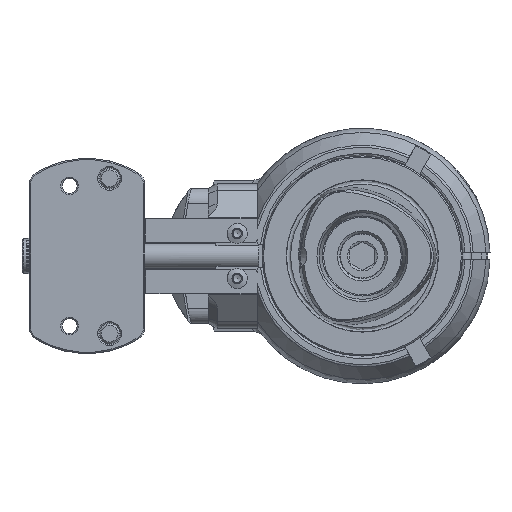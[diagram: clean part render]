
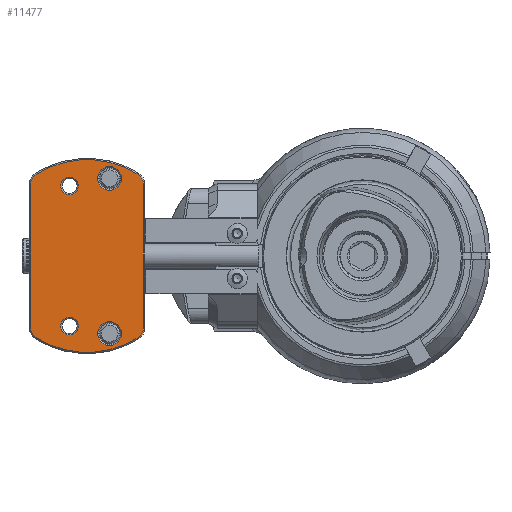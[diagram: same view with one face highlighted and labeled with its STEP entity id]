
A CAD part, left-side view. The second image highlights one B-rep face of the part: STEP entity #11477.
In plain terms, the highlighted planar face has unit normal (-1, 0, 0).
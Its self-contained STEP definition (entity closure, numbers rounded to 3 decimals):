
#1156=LINE('',#24215,#1956);
#1157=LINE('',#24221,#1957);
#1956=VECTOR('',#15828,57.689);
#1957=VECTOR('',#15833,57.689);
#2336=FACE_BOUND('',#3690,.T.);
#2337=FACE_BOUND('',#3691,.T.);
#2338=FACE_BOUND('',#3692,.T.);
#2339=FACE_BOUND('',#3693,.T.);
#2914=FACE_OUTER_BOUND('',#3689,.T.);
#3689=EDGE_LOOP('',(#10024,#10025,#10026,#10027,#10028,#10029,#10030,#10031));
#3690=EDGE_LOOP('',(#10032));
#3691=EDGE_LOOP('',(#10033));
#3692=EDGE_LOOP('',(#10034));
#3693=EDGE_LOOP('',(#10035));
#4328=CIRCLE('',#12727,4.5);
#4329=CIRCLE('',#12729,38.5);
#4330=CIRCLE('',#12730,4.5);
#4331=CIRCLE('',#12731,4.5);
#4332=CIRCLE('',#12732,38.5);
#4333=CIRCLE('',#12733,4.5);
#4334=CIRCLE('',#12734,4.75);
#4335=CIRCLE('',#12735,3.5);
#4336=CIRCLE('',#12736,3.5);
#4337=CIRCLE('',#12737,4.75);
#5375=VERTEX_POINT('',#24208);
#5376=VERTEX_POINT('',#24209);
#5377=VERTEX_POINT('',#24214);
#5378=VERTEX_POINT('',#24216);
#5379=VERTEX_POINT('',#24218);
#5380=VERTEX_POINT('',#24220);
#5381=VERTEX_POINT('',#24222);
#5382=VERTEX_POINT('',#24224);
#5383=VERTEX_POINT('',#24227);
#5384=VERTEX_POINT('',#24229);
#5385=VERTEX_POINT('',#24231);
#5386=VERTEX_POINT('',#24233);
#6950=EDGE_CURVE('',#5375,#5376,#4328,.T.);
#6953=EDGE_CURVE('',#5377,#5375,#1156,.T.);
#6954=EDGE_CURVE('',#5376,#5378,#4329,.T.);
#6955=EDGE_CURVE('',#5378,#5379,#4330,.T.);
#6956=EDGE_CURVE('',#5379,#5380,#1157,.T.);
#6957=EDGE_CURVE('',#5380,#5381,#4331,.T.);
#6958=EDGE_CURVE('',#5381,#5382,#4332,.T.);
#6959=EDGE_CURVE('',#5382,#5377,#4333,.T.);
#6960=EDGE_CURVE('',#5383,#5383,#4334,.T.);
#6961=EDGE_CURVE('',#5384,#5384,#4335,.T.);
#6962=EDGE_CURVE('',#5385,#5385,#4336,.T.);
#6963=EDGE_CURVE('',#5386,#5386,#4337,.T.);
#10024=ORIENTED_EDGE('',*,*,#6953,.T.);
#10025=ORIENTED_EDGE('',*,*,#6950,.T.);
#10026=ORIENTED_EDGE('',*,*,#6954,.T.);
#10027=ORIENTED_EDGE('',*,*,#6955,.T.);
#10028=ORIENTED_EDGE('',*,*,#6956,.T.);
#10029=ORIENTED_EDGE('',*,*,#6957,.T.);
#10030=ORIENTED_EDGE('',*,*,#6958,.T.);
#10031=ORIENTED_EDGE('',*,*,#6959,.T.);
#10032=ORIENTED_EDGE('',*,*,#6960,.T.);
#10033=ORIENTED_EDGE('',*,*,#6961,.T.);
#10034=ORIENTED_EDGE('',*,*,#6962,.T.);
#10035=ORIENTED_EDGE('',*,*,#6963,.T.);
#10865=PLANE('',#12728);
#11477=ADVANCED_FACE('',(#2914,#2336,#2337,#2338,#2339),#10865,.F.);
#12727=AXIS2_PLACEMENT_3D('',#24210,#15822,#15823);
#12728=AXIS2_PLACEMENT_3D('',#24213,#15826,#15827);
#12729=AXIS2_PLACEMENT_3D('',#24217,#15829,#15830);
#12730=AXIS2_PLACEMENT_3D('',#24219,#15831,#15832);
#12731=AXIS2_PLACEMENT_3D('',#24223,#15834,#15835);
#12732=AXIS2_PLACEMENT_3D('',#24225,#15836,#15837);
#12733=AXIS2_PLACEMENT_3D('',#24226,#15838,#15839);
#12734=AXIS2_PLACEMENT_3D('',#24228,#15840,#15841);
#12735=AXIS2_PLACEMENT_3D('',#24230,#15842,#15843);
#12736=AXIS2_PLACEMENT_3D('',#24232,#15844,#15845);
#12737=AXIS2_PLACEMENT_3D('',#24234,#15846,#15847);
#15822=DIRECTION('center_axis',(-1.,0.,0.));
#15823=DIRECTION('ref_axis',(0.,1.,0.));
#15826=DIRECTION('center_axis',(1.,0.,0.));
#15827=DIRECTION('ref_axis',(0.,0.,1.));
#15828=DIRECTION('',(0.,0.,-1.));
#15829=DIRECTION('center_axis',(-1.,0.,0.));
#15830=DIRECTION('ref_axis',(0.,0.529,-0.848));
#15831=DIRECTION('center_axis',(-1.,0.,0.));
#15832=DIRECTION('ref_axis',(0.,-0.529,-0.848));
#15833=DIRECTION('',(0.,0.,1.));
#15834=DIRECTION('center_axis',(-1.,0.,0.));
#15835=DIRECTION('ref_axis',(0.,-1.,0.));
#15836=DIRECTION('center_axis',(-1.,0.,0.));
#15837=DIRECTION('ref_axis',(0.,-0.529,0.848));
#15838=DIRECTION('center_axis',(-1.,0.,0.));
#15839=DIRECTION('ref_axis',(0.,0.529,0.848));
#15840=DIRECTION('center_axis',(1.,0.,0.));
#15841=DIRECTION('ref_axis',(0.,0.,1.));
#15842=DIRECTION('center_axis',(1.,0.,0.));
#15843=DIRECTION('ref_axis',(0.,0.,-1.));
#15844=DIRECTION('center_axis',(1.,0.,0.));
#15845=DIRECTION('ref_axis',(0.,0.,1.));
#15846=DIRECTION('center_axis',(1.,0.,0.));
#15847=DIRECTION('ref_axis',(0.,0.,1.));
#24208=CARTESIAN_POINT('',(-203.5,132.5,-28.844));
#24209=CARTESIAN_POINT('',(-203.5,130.382,-32.662));
#24210=CARTESIAN_POINT('Origin',(-203.5,128.,-28.844));
#24213=CARTESIAN_POINT('Origin',(-203.5,110.,0.));
#24214=CARTESIAN_POINT('',(-203.5,132.5,28.844));
#24215=CARTESIAN_POINT('',(-203.5,132.5,28.844));
#24216=CARTESIAN_POINT('',(-203.5,89.618,-32.662));
#24217=CARTESIAN_POINT('Origin',(-203.5,110.,0.));
#24218=CARTESIAN_POINT('',(-203.5,87.5,-28.844));
#24219=CARTESIAN_POINT('Origin',(-203.5,92.,-28.844));
#24220=CARTESIAN_POINT('',(-203.5,87.5,28.844));
#24221=CARTESIAN_POINT('',(-203.5,87.5,-28.844));
#24222=CARTESIAN_POINT('',(-203.5,89.618,32.662));
#24223=CARTESIAN_POINT('Origin',(-203.5,92.,28.844));
#24224=CARTESIAN_POINT('',(-203.5,130.382,32.662));
#24225=CARTESIAN_POINT('Origin',(-203.5,110.,0.));
#24226=CARTESIAN_POINT('Origin',(-203.5,128.,28.844));
#24227=CARTESIAN_POINT('',(-203.5,105.75,-31.));
#24228=CARTESIAN_POINT('Origin',(-203.5,101.,-31.));
#24229=CARTESIAN_POINT('',(-203.5,120.5,-28.));
#24230=CARTESIAN_POINT('Origin',(-203.5,117.,-28.));
#24231=CARTESIAN_POINT('',(-203.5,120.5,28.));
#24232=CARTESIAN_POINT('Origin',(-203.5,117.,28.));
#24233=CARTESIAN_POINT('',(-203.5,105.75,31.));
#24234=CARTESIAN_POINT('Origin',(-203.5,101.,31.));
